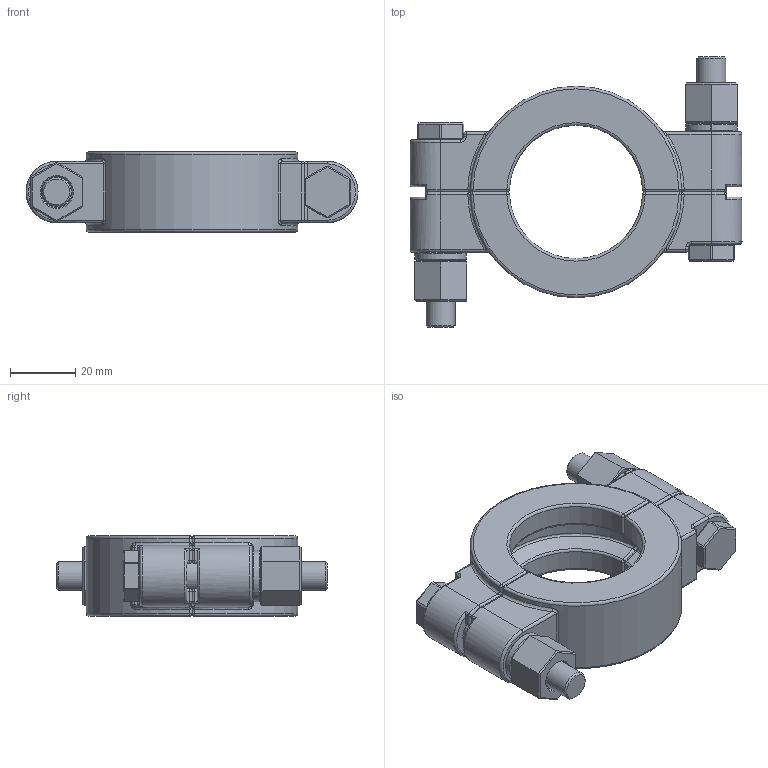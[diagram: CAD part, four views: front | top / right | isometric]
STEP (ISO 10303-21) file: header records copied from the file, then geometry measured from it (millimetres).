
FILE_DESCRIPTION((''),'2;1');
FILE_NAME('13MHP HIGH PRESSURE CLAMP 1.5.stp','2010-01-22T09:30:53',('echaffee'),(''),'Autodesk Inventor 2009','Autodesk Inventor 2009','');
FILE_SCHEMA(('AUTOMOTIVE_DESIGN { 1 0 10303 214 1 1 1 1 }'));
Length unit declared in the file: inch
Products named in the file (5): 13MHP HIGH PRESSURE CLAMP 1; 13MHP HIGH PRESSURE CLAMP 1.5 BODY; 13MHP HIGH PRESSURE CLAMP 1.5 BOLT; 13MHP HIGH PRESSURE CLAMP 1.5 WASHER; 13MHP HIGH PRESSURE CLAMP 1.5 NUT
Assembly tree (8 placements, depth 2):
  13MHP HIGH PRESSURE CLAMP 1
    13MHP HIGH PRESSURE CLAMP 1.5 BODY  x2
    13MHP HIGH PRESSURE CLAMP 1.5 BOLT  x2
    13MHP HIGH PRESSURE CLAMP 1.5 WASHER  x2
    13MHP HIGH PRESSURE CLAMP 1.5 NUT  x2
Bounding box: 101.6 x 82.74 x 24.64 mm (x, y, z)
Volume: 73782.4 mm3; surface area: 28211.7 mm2
Topology: 8 solids, 8 shells, 430 faces, 974 edges, 524 vertices
Faces by surface type: plane 162, cylinder 110, bspline 52, torus 44, sphere 44, cone 18
Full cylindrical faces by diameter (mm): 8.938 x2, 9.335 x2, 9.366 x2, 10.414 x4
Entity records: 6920 total; most frequent: CARTESIAN_POINT 2175, DIRECTION 1015, ORIENTED_EDGE 912, EDGE_CURVE 456, AXIS2_PLACEMENT_3D 401, VERTEX_POINT 259, EDGE_LOOP 231, FACE_OUTER_BOUND 215
